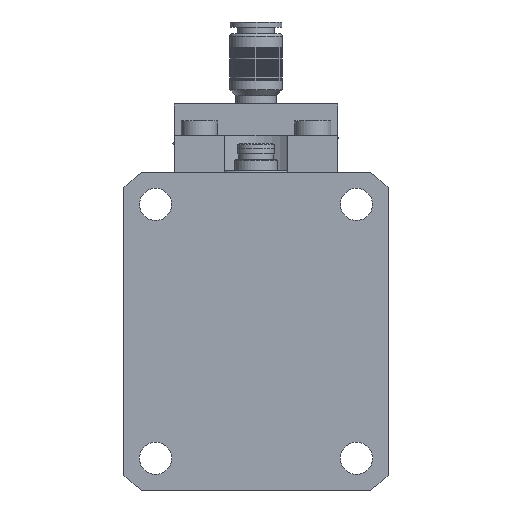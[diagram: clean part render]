
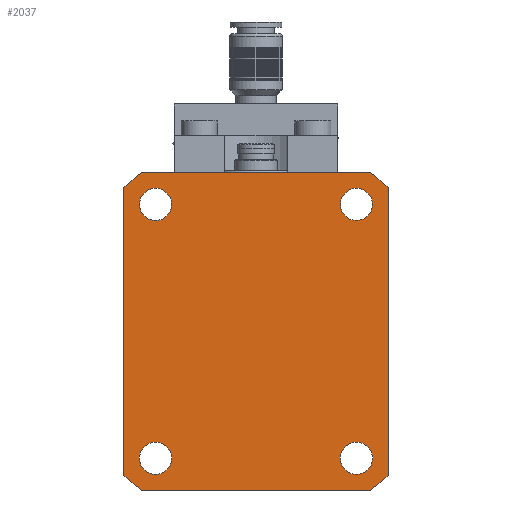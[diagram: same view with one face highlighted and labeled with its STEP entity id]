
A CAD part, front view. The second image highlights one B-rep face of the part: STEP entity #2037.
In plain terms, the highlighted planar face has unit normal (0, -1, 0).
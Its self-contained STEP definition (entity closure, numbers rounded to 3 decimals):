
#82 = DIRECTION ( 'NONE',  ( 0., 1., 0. ) ) ;
#205 = DIRECTION ( 'NONE',  ( 0., 0., 1. ) ) ;
#318 = DIRECTION ( 'NONE',  ( 0., 0., 1. ) ) ;
#388 = AXIS2_PLACEMENT_3D ( 'NONE', #3905, #1764, #3364 ) ;
#397 = VERTEX_POINT ( 'NONE', #3281 ) ;
#588 = EDGE_LOOP ( 'NONE', ( #5376 ) ) ;
#718 = EDGE_CURVE ( 'NONE', #3807, #2312, #5884, .T. ) ;
#731 = EDGE_LOOP ( 'NONE', ( #6757 ) ) ;
#812 = PLANE ( 'NONE',  #1860 ) ;
#814 = CARTESIAN_POINT ( 'NONE',  ( -25., 0., 27.276 ) ) ;
#816 = DIRECTION ( 'NONE',  ( 0., 0., 1. ) ) ;
#872 = ORIENTED_EDGE ( 'NONE', *, *, #4290, .F. ) ;
#882 = DIRECTION ( 'NONE',  ( 0., 1., 0. ) ) ;
#1166 = EDGE_CURVE ( 'NONE', #2288, #2288, #2466, .T. ) ;
#1243 = CARTESIAN_POINT ( 'NONE',  ( -19., 0., 27.05 ) ) ;
#1325 = EDGE_CURVE ( 'NONE', #2312, #5501, #6247, .T. ) ;
#1415 = CIRCLE ( 'NONE', #4490, 37. ) ;
#1423 = CARTESIAN_POINT ( 'NONE',  ( 21.656, 0., -30. ) ) ;
#1425 = CARTESIAN_POINT ( 'NONE',  ( 19., 0., 27.05 ) ) ;
#1497 = EDGE_CURVE ( 'NONE', #5501, #4463, #5195, .T. ) ;
#1568 = CARTESIAN_POINT ( 'NONE',  ( 0., 0., 0. ) ) ;
#1600 = CIRCLE ( 'NONE', #4909, 3.05 ) ;
#1748 = DIRECTION ( 'NONE',  ( 0., 1., 0. ) ) ;
#1764 = DIRECTION ( 'NONE',  ( 0., 1., 0. ) ) ;
#1823 = VECTOR ( 'NONE', #5820, 1000. ) ;
#1860 = AXIS2_PLACEMENT_3D ( 'NONE', #3044, #882, #205 ) ;
#1964 = CARTESIAN_POINT ( 'NONE',  ( -19., 0., -24. ) ) ;
#1993 = EDGE_LOOP ( 'NONE', ( #5927 ) ) ;
#2025 = ORIENTED_EDGE ( 'NONE', *, *, #1166, .T. ) ;
#2037 = ADVANCED_FACE ( 'NONE', ( #5295, #2040, #3116, #4249, #5846 ), #812, .F. ) ;
#2040 = FACE_BOUND ( 'NONE', #731, .T. ) ;
#2048 = VECTOR ( 'NONE', #4993, 1000. ) ;
#2193 = DIRECTION ( 'NONE',  ( 0., 1., 0. ) ) ;
#2288 = VERTEX_POINT ( 'NONE', #1243 ) ;
#2293 = CARTESIAN_POINT ( 'NONE',  ( -21.656, 0., -30. ) ) ;
#2312 = VERTEX_POINT ( 'NONE', #3346 ) ;
#2406 = ORIENTED_EDGE ( 'NONE', *, *, #2721, .F. ) ;
#2417 = EDGE_CURVE ( 'NONE', #4158, #4158, #1600, .T. ) ;
#2466 = CIRCLE ( 'NONE', #3878, 3.05 ) ;
#2473 = ORIENTED_EDGE ( 'NONE', *, *, #718, .F. ) ;
#2553 = CARTESIAN_POINT ( 'NONE',  ( 0., 0., 0. ) ) ;
#2721 = EDGE_CURVE ( 'NONE', #7180, #397, #3624, .T. ) ;
#2769 = EDGE_CURVE ( 'NONE', #3069, #3069, #3353, .T. ) ;
#2844 = CARTESIAN_POINT ( 'NONE',  ( -19., 0., 24. ) ) ;
#3044 = CARTESIAN_POINT ( 'NONE',  ( 0., 0., 0. ) ) ;
#3046 = DIRECTION ( 'NONE',  ( 0., 0., 1. ) ) ;
#3069 = VERTEX_POINT ( 'NONE', #1425 ) ;
#3116 = FACE_BOUND ( 'NONE', #1993, .T. ) ;
#3200 = CARTESIAN_POINT ( 'NONE',  ( -21.656, 0., 30. ) ) ;
#3281 = CARTESIAN_POINT ( 'NONE',  ( -25., 0., 27.276 ) ) ;
#3346 = CARTESIAN_POINT ( 'NONE',  ( 21.656, 0., 30. ) ) ;
#3353 = CIRCLE ( 'NONE', #388, 3.05 ) ;
#3364 = DIRECTION ( 'NONE',  ( 0., 0., 1. ) ) ;
#3432 = AXIS2_PLACEMENT_3D ( 'NONE', #1964, #4211, #816 ) ;
#3510 = DIRECTION ( 'NONE',  ( -1., 0., 0. ) ) ;
#3624 = LINE ( 'NONE', #814, #2048 ) ;
#3807 = VERTEX_POINT ( 'NONE', #5674 ) ;
#3846 = AXIS2_PLACEMENT_3D ( 'NONE', #5704, #1748, #3046 ) ;
#3878 = AXIS2_PLACEMENT_3D ( 'NONE', #2844, #4427, #6797 ) ;
#3905 = CARTESIAN_POINT ( 'NONE',  ( 19., 0., 24. ) ) ;
#3930 = EDGE_CURVE ( 'NONE', #397, #3807, #4191, .T. ) ;
#4033 = CARTESIAN_POINT ( 'NONE',  ( 25., 0., 27.276 ) ) ;
#4041 = CARTESIAN_POINT ( 'NONE',  ( 0., 0., 0. ) ) ;
#4056 = ORIENTED_EDGE ( 'NONE', *, *, #5482, .F. ) ;
#4158 = VERTEX_POINT ( 'NONE', #5903 ) ;
#4191 = CIRCLE ( 'NONE', #3846, 37. ) ;
#4211 = DIRECTION ( 'NONE',  ( 0., 1., 0. ) ) ;
#4226 = AXIS2_PLACEMENT_3D ( 'NONE', #4041, #82, #6307 ) ;
#4244 = ORIENTED_EDGE ( 'NONE', *, *, #3930, .F. ) ;
#4249 = FACE_BOUND ( 'NONE', #588, .T. ) ;
#4283 = DIRECTION ( 'NONE',  ( 0., 1., 0. ) ) ;
#4290 = EDGE_CURVE ( 'NONE', #6771, #5627, #5807, .T. ) ;
#4337 = DIRECTION ( 'NONE',  ( 0., 0., 1. ) ) ;
#4427 = DIRECTION ( 'NONE',  ( 0., 1., 0. ) ) ;
#4449 = DIRECTION ( 'NONE',  ( 0., 0., 1. ) ) ;
#4463 = VERTEX_POINT ( 'NONE', #6542 ) ;
#4490 = AXIS2_PLACEMENT_3D ( 'NONE', #2553, #4283, #318 ) ;
#4533 = VERTEX_POINT ( 'NONE', #6164 ) ;
#4798 = EDGE_CURVE ( 'NONE', #4463, #6771, #5142, .T. ) ;
#4820 = DIRECTION ( 'NONE',  ( 1., 0., 0. ) ) ;
#4909 = AXIS2_PLACEMENT_3D ( 'NONE', #5008, #2193, #4449 ) ;
#4993 = DIRECTION ( 'NONE',  ( 0., 0., 1. ) ) ;
#5008 = CARTESIAN_POINT ( 'NONE',  ( 19., 0., -24. ) ) ;
#5027 = AXIS2_PLACEMENT_3D ( 'NONE', #1568, #6485, #4337 ) ;
#5142 = CIRCLE ( 'NONE', #5027, 37. ) ;
#5158 = EDGE_CURVE ( 'NONE', #4533, #4533, #5200, .T. ) ;
#5195 = LINE ( 'NONE', #4033, #1823 ) ;
#5200 = CIRCLE ( 'NONE', #3432, 3.05 ) ;
#5295 = FACE_BOUND ( 'NONE', #6140, .T. ) ;
#5376 = ORIENTED_EDGE ( 'NONE', *, *, #5158, .T. ) ;
#5401 = CARTESIAN_POINT ( 'NONE',  ( 25., 0., 27.276 ) ) ;
#5482 = EDGE_CURVE ( 'NONE', #5627, #7180, #1415, .T. ) ;
#5501 = VERTEX_POINT ( 'NONE', #5401 ) ;
#5590 = CARTESIAN_POINT ( 'NONE',  ( -21.656, 0., -30. ) ) ;
#5627 = VERTEX_POINT ( 'NONE', #5590 ) ;
#5674 = CARTESIAN_POINT ( 'NONE',  ( -21.656, 0., 30. ) ) ;
#5704 = CARTESIAN_POINT ( 'NONE',  ( 0., 0., 0. ) ) ;
#5807 = LINE ( 'NONE', #2293, #7289 ) ;
#5820 = DIRECTION ( 'NONE',  ( 0., 0., -1. ) ) ;
#5839 = ORIENTED_EDGE ( 'NONE', *, *, #1325, .F. ) ;
#5846 = FACE_OUTER_BOUND ( 'NONE', #6731, .T. ) ;
#5884 = LINE ( 'NONE', #3200, #7086 ) ;
#5903 = CARTESIAN_POINT ( 'NONE',  ( 19., 0., -20.95 ) ) ;
#5927 = ORIENTED_EDGE ( 'NONE', *, *, #2417, .T. ) ;
#6140 = EDGE_LOOP ( 'NONE', ( #2025 ) ) ;
#6164 = CARTESIAN_POINT ( 'NONE',  ( -19., 0., -20.95 ) ) ;
#6247 = CIRCLE ( 'NONE', #4226, 37. ) ;
#6307 = DIRECTION ( 'NONE',  ( 0., 0., 1. ) ) ;
#6351 = ORIENTED_EDGE ( 'NONE', *, *, #4798, .F. ) ;
#6357 = CARTESIAN_POINT ( 'NONE',  ( -25., 0., -27.276 ) ) ;
#6485 = DIRECTION ( 'NONE',  ( 0., 1., 0. ) ) ;
#6542 = CARTESIAN_POINT ( 'NONE',  ( 25., 0., -27.276 ) ) ;
#6731 = EDGE_LOOP ( 'NONE', ( #4056, #872, #6351, #7249, #5839, #2473, #4244, #2406 ) ) ;
#6757 = ORIENTED_EDGE ( 'NONE', *, *, #2769, .T. ) ;
#6771 = VERTEX_POINT ( 'NONE', #1423 ) ;
#6797 = DIRECTION ( 'NONE',  ( 0., 0., 1. ) ) ;
#7086 = VECTOR ( 'NONE', #4820, 1000. ) ;
#7180 = VERTEX_POINT ( 'NONE', #6357 ) ;
#7249 = ORIENTED_EDGE ( 'NONE', *, *, #1497, .F. ) ;
#7289 = VECTOR ( 'NONE', #3510, 1000. ) ;
